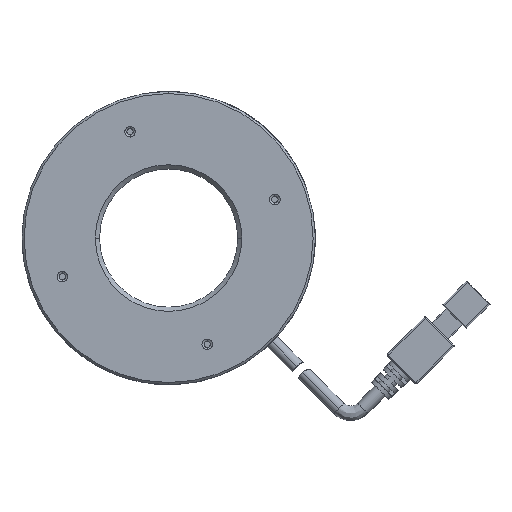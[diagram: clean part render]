
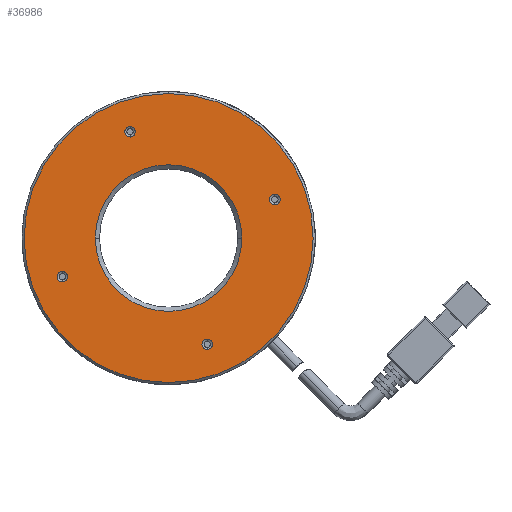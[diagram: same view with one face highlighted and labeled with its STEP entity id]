
A CAD part, front view. The second image highlights one B-rep face of the part: STEP entity #36986.
In plain terms, the highlighted planar face has unit normal (0, -1, 0).
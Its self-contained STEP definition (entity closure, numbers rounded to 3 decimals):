
#308 = VERTEX_POINT ( 'NONE', #26438 ) ;
#444 = FACE_BOUND ( 'NONE', #34133, .T. ) ;
#599 = ORIENTED_EDGE ( 'NONE', *, *, #35155, .F. ) ;
#698 = CARTESIAN_POINT ( 'NONE',  ( -24.923, -4.28, 0. ) ) ;
#1279 = VERTEX_POINT ( 'NONE', #11212 ) ;
#1301 = CIRCLE ( 'NONE', #21386, 1.25 ) ;
#1783 = VERTEX_POINT ( 'NONE', #85080 ) ;
#4016 = CARTESIAN_POINT ( 'NONE',  ( -42.423, -4.28, 0. ) ) ;
#4342 = EDGE_CURVE ( 'NONE', #1783, #41098, #4712, .T. ) ;
#4527 = CARTESIAN_POINT ( 'NONE',  ( -50.295, -4.28, -9.212 ) ) ;
#4540 = DIRECTION ( 'NONE',  ( 0., -1., 0. ) ) ;
#4565 = CARTESIAN_POINT ( 'NONE',  ( 10.077, -4.28, 0. ) ) ;
#4712 = CIRCLE ( 'NONE', #60395, 1.25 ) ;
#6982 = EDGE_CURVE ( 'NONE', #60297, #37200, #81325, .T. ) ;
#7297 = DIRECTION ( 'NONE',  ( 0., 0., 1. ) ) ;
#7829 = CIRCLE ( 'NONE', #17302, 1.25 ) ;
#8909 = EDGE_CURVE ( 'NONE', #41098, #1783, #1301, .T. ) ;
#8962 = CIRCLE ( 'NONE', #27092, 17.5 ) ;
#10778 = EDGE_CURVE ( 'NONE', #26970, #308, #7829, .T. ) ;
#11121 = DIRECTION ( 'NONE',  ( 0., 0., -1. ) ) ;
#11168 = DIRECTION ( 'NONE',  ( 0., 0., 1. ) ) ;
#11212 = CARTESIAN_POINT ( 'NONE',  ( 0.449, -4.28, 10.462 ) ) ;
#11491 = DIRECTION ( 'NONE',  ( 0., -1., 0. ) ) ;
#13206 = ORIENTED_EDGE ( 'NONE', *, *, #72010, .F. ) ;
#17302 = AXIS2_PLACEMENT_3D ( 'NONE', #50786, #11491, #57385 ) ;
#17869 = FACE_BOUND ( 'NONE', #34485, .T. ) ;
#18648 = CARTESIAN_POINT ( 'NONE',  ( -24.923, -4.28, 0. ) ) ;
#19125 = AXIS2_PLACEMENT_3D ( 'NONE', #29395, #75335, #36041 ) ;
#19744 = VERTEX_POINT ( 'NONE', #70612 ) ;
#19887 = FACE_OUTER_BOUND ( 'NONE', #77820, .T. ) ;
#21386 = AXIS2_PLACEMENT_3D ( 'NONE', #73698, #34431, #80330 ) ;
#22333 = VERTEX_POINT ( 'NONE', #34665 ) ;
#22611 = ORIENTED_EDGE ( 'NONE', *, *, #54237, .F. ) ;
#22977 = DIRECTION ( 'NONE',  ( 0., -1., 0. ) ) ;
#23382 = ORIENTED_EDGE ( 'NONE', *, *, #4342, .F. ) ;
#24952 = CIRCLE ( 'NONE', #81421, 34.5 ) ;
#25250 = DIRECTION ( 'NONE',  ( 1., 0., 0. ) ) ;
#26313 = EDGE_LOOP ( 'NONE', ( #54891, #26778 ) ) ;
#26438 = CARTESIAN_POINT ( 'NONE',  ( -50.295, -4.28, -10.462 ) ) ;
#26553 = CARTESIAN_POINT ( 'NONE',  ( -34.136, -4.28, 24.122 ) ) ;
#26778 = ORIENTED_EDGE ( 'NONE', *, *, #10778, .F. ) ;
#26970 = VERTEX_POINT ( 'NONE', #36970 ) ;
#27092 = AXIS2_PLACEMENT_3D ( 'NONE', #18648, #64638, #25250 ) ;
#27176 = CARTESIAN_POINT ( 'NONE',  ( -34.136, -4.28, 25.372 ) ) ;
#29027 = CARTESIAN_POINT ( 'NONE',  ( -15.711, -4.28, -25.372 ) ) ;
#29395 = CARTESIAN_POINT ( 'NONE',  ( 0.449, -4.28, 9.212 ) ) ;
#31044 = CARTESIAN_POINT ( 'NONE',  ( -34.136, -4.28, 25.372 ) ) ;
#32671 = VERTEX_POINT ( 'NONE', #39080 ) ;
#33441 = ORIENTED_EDGE ( 'NONE', *, *, #76325, .F. ) ;
#33454 = CIRCLE ( 'NONE', #81176, 1.25 ) ;
#33802 = DIRECTION ( 'NONE',  ( 0., 0., -1. ) ) ;
#34133 = EDGE_LOOP ( 'NONE', ( #599, #33441 ) ) ;
#34358 = CIRCLE ( 'NONE', #83034, 34.5 ) ;
#34431 = DIRECTION ( 'NONE',  ( 0., -1., 0. ) ) ;
#34485 = EDGE_LOOP ( 'NONE', ( #42117, #72988 ) ) ;
#34665 = CARTESIAN_POINT ( 'NONE',  ( -24.923, -4.28, -34.5 ) ) ;
#35155 = EDGE_CURVE ( 'NONE', #32671, #1279, #33454, .T. ) ;
#35356 = FACE_BOUND ( 'NONE', #26313, .T. ) ;
#35770 = DIRECTION ( 'NONE',  ( 0., 1., 0. ) ) ;
#36041 = DIRECTION ( 'NONE',  ( 0., 0., -1. ) ) ;
#36238 = CIRCLE ( 'NONE', #43153, 1.25 ) ;
#36323 = AXIS2_PLACEMENT_3D ( 'NONE', #62364, #22977, #68950 ) ;
#36970 = CARTESIAN_POINT ( 'NONE',  ( -50.295, -4.28, -7.962 ) ) ;
#36986 = ADVANCED_FACE ( 'NONE', ( #70266, #35356, #17869, #444, #52797, #19887 ), #76266, .F. ) ;
#37200 = VERTEX_POINT ( 'NONE', #26553 ) ;
#38014 = EDGE_CURVE ( 'NONE', #54679, #19744, #61185, .T. ) ;
#38759 = ORIENTED_EDGE ( 'NONE', *, *, #51955, .F. ) ;
#38885 = DIRECTION ( 'NONE',  ( 0., 0., -1. ) ) ;
#39080 = CARTESIAN_POINT ( 'NONE',  ( 0.449, -4.28, 7.962 ) ) ;
#41098 = VERTEX_POINT ( 'NONE', #53370 ) ;
#42117 = ORIENTED_EDGE ( 'NONE', *, *, #48381, .F. ) ;
#43153 = AXIS2_PLACEMENT_3D ( 'NONE', #4527, #50424, #11121 ) ;
#43850 = CARTESIAN_POINT ( 'NONE',  ( 0.449, -4.28, 9.212 ) ) ;
#45249 = AXIS2_PLACEMENT_3D ( 'NONE', #27176, #73045, #33802 ) ;
#46577 = DIRECTION ( 'NONE',  ( 0., 1., 0. ) ) ;
#48381 = EDGE_CURVE ( 'NONE', #37200, #60297, #78226, .T. ) ;
#49401 = AXIS2_PLACEMENT_3D ( 'NONE', #4565, #50462, #11168 ) ;
#49425 = ORIENTED_EDGE ( 'NONE', *, *, #38014, .F. ) ;
#50424 = DIRECTION ( 'NONE',  ( 0., -1., 0. ) ) ;
#50434 = DIRECTION ( 'NONE',  ( 0., 0., -1. ) ) ;
#50462 = DIRECTION ( 'NONE',  ( 0., 1., 0. ) ) ;
#50786 = CARTESIAN_POINT ( 'NONE',  ( -50.295, -4.28, -9.212 ) ) ;
#51955 = EDGE_CURVE ( 'NONE', #22333, #53585, #24952, .T. ) ;
#52797 = FACE_BOUND ( 'NONE', #56105, .T. ) ;
#53370 = CARTESIAN_POINT ( 'NONE',  ( -15.711, -4.28, -24.122 ) ) ;
#53585 = VERTEX_POINT ( 'NONE', #75652 ) ;
#54237 = EDGE_CURVE ( 'NONE', #19744, #54679, #8962, .T. ) ;
#54679 = VERTEX_POINT ( 'NONE', #4016 ) ;
#54891 = ORIENTED_EDGE ( 'NONE', *, *, #82917, .F. ) ;
#55128 = ORIENTED_EDGE ( 'NONE', *, *, #8909, .F. ) ;
#56105 = EDGE_LOOP ( 'NONE', ( #22611, #49425 ) ) ;
#57385 = DIRECTION ( 'NONE',  ( 0., 0., -1. ) ) ;
#60297 = VERTEX_POINT ( 'NONE', #84240 ) ;
#60395 = AXIS2_PLACEMENT_3D ( 'NONE', #29027, #63251, #63524 ) ;
#61185 = CIRCLE ( 'NONE', #36323, 17.5 ) ;
#62364 = CARTESIAN_POINT ( 'NONE',  ( -24.923, -4.28, 0. ) ) ;
#63251 = DIRECTION ( 'NONE',  ( 0., -1., 0. ) ) ;
#63524 = DIRECTION ( 'NONE',  ( 0., 0., -1. ) ) ;
#63592 = AXIS2_PLACEMENT_3D ( 'NONE', #31044, #76959, #38885 ) ;
#64638 = DIRECTION ( 'NONE',  ( 0., -1., 0. ) ) ;
#68950 = DIRECTION ( 'NONE',  ( 1., 0., 0. ) ) ;
#69593 = CIRCLE ( 'NONE', #19125, 1.25 ) ;
#70266 = FACE_BOUND ( 'NONE', #74678, .T. ) ;
#70612 = CARTESIAN_POINT ( 'NONE',  ( -7.423, -4.28, 0. ) ) ;
#72010 = EDGE_CURVE ( 'NONE', #53585, #22333, #34358, .T. ) ;
#72988 = ORIENTED_EDGE ( 'NONE', *, *, #6982, .F. ) ;
#73045 = DIRECTION ( 'NONE',  ( 0., -1., 0. ) ) ;
#73698 = CARTESIAN_POINT ( 'NONE',  ( -15.711, -4.28, -25.372 ) ) ;
#74678 = EDGE_LOOP ( 'NONE', ( #23382, #55128 ) ) ;
#75069 = CARTESIAN_POINT ( 'NONE',  ( -24.923, -4.28, 0. ) ) ;
#75335 = DIRECTION ( 'NONE',  ( 0., -1., 0. ) ) ;
#75652 = CARTESIAN_POINT ( 'NONE',  ( -24.923, -4.28, 34.5 ) ) ;
#76266 = PLANE ( 'NONE',  #49401 ) ;
#76325 = EDGE_CURVE ( 'NONE', #1279, #32671, #69593, .T. ) ;
#76959 = DIRECTION ( 'NONE',  ( 0., -1., 0. ) ) ;
#77820 = EDGE_LOOP ( 'NONE', ( #13206, #38759 ) ) ;
#78226 = CIRCLE ( 'NONE', #45249, 1.25 ) ;
#80330 = DIRECTION ( 'NONE',  ( 0., 0., -1. ) ) ;
#81176 = AXIS2_PLACEMENT_3D ( 'NONE', #43850, #4540, #50434 ) ;
#81325 = CIRCLE ( 'NONE', #63592, 1.25 ) ;
#81421 = AXIS2_PLACEMENT_3D ( 'NONE', #75069, #35770, #81669 ) ;
#81669 = DIRECTION ( 'NONE',  ( 0., 0., 1. ) ) ;
#82917 = EDGE_CURVE ( 'NONE', #308, #26970, #36238, .T. ) ;
#83034 = AXIS2_PLACEMENT_3D ( 'NONE', #698, #46577, #7297 ) ;
#84240 = CARTESIAN_POINT ( 'NONE',  ( -34.136, -4.28, 26.622 ) ) ;
#85080 = CARTESIAN_POINT ( 'NONE',  ( -15.711, -4.28, -26.622 ) ) ;
